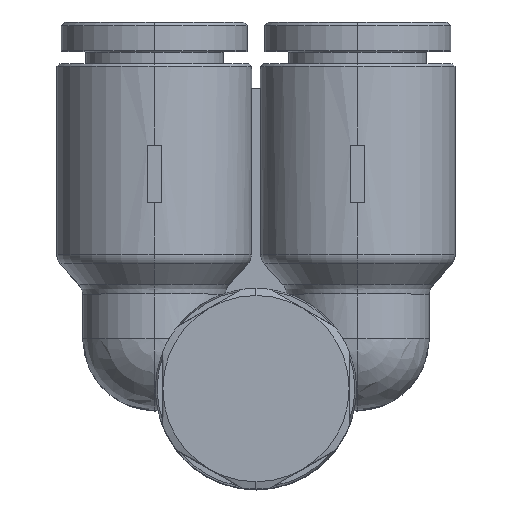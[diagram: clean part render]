
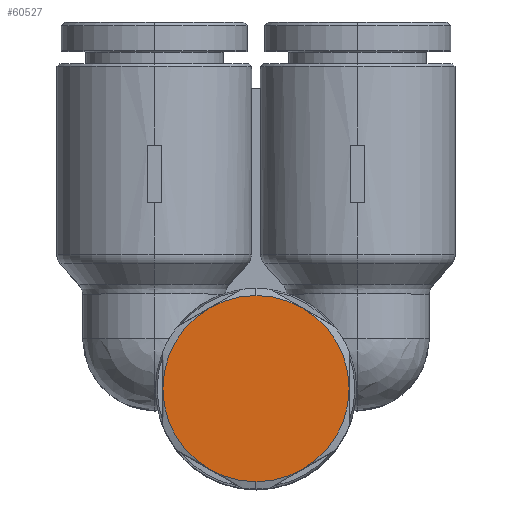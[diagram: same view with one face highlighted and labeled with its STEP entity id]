
A CAD part, top view. The second image highlights one B-rep face of the part: STEP entity #60527.
In plain terms, the highlighted planar face has unit normal (0, 0, 1).
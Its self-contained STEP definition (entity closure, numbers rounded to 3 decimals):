
#3693=CARTESIAN_POINT('',(-4.5,7.1,9.0));
#3694=VERTEX_POINT('',#3693);
#3702=CARTESIAN_POINT('',(-3.629,3.85,9.));
#3703=VERTEX_POINT('',#3702);
#3717=CARTESIAN_POINT('',(2.,7.1,9.0));
#3718=DIRECTION('',(0.0,0.0,1.0));
#3719=DIRECTION('',(1.0,0.0,0.0));
#3720=AXIS2_PLACEMENT_3D('',#3717,#3718,#3719);
#3721=CIRCLE('',#3720,6.5);
#3722=EDGE_CURVE('',#3694,#3703,#3721,.T.);
#3732=CARTESIAN_POINT('',(8.5,7.1,9.0));
#3733=VERTEX_POINT('',#3732);
#3740=CARTESIAN_POINT('',(7.629,3.85,9.));
#3741=VERTEX_POINT('',#3740);
#3742=CARTESIAN_POINT('',(2.,7.1,9.0));
#3743=DIRECTION('',(0.0,0.0,1.0));
#3744=DIRECTION('',(1.0,0.0,0.0));
#3745=AXIS2_PLACEMENT_3D('',#3742,#3743,#3744);
#3746=CIRCLE('',#3745,6.5);
#3747=EDGE_CURVE('',#3741,#3733,#3746,.T.);
#59929=CARTESIAN_POINT('',(2.,13.6,9.));
#59930=VERTEX_POINT('',#59929);
#59953=CARTESIAN_POINT('',(-3.629,10.35,9.));
#59954=VERTEX_POINT('',#59953);
#59968=CARTESIAN_POINT('',(2.,7.1,9.0));
#59969=DIRECTION('',(0.0,0.0,1.0));
#59970=DIRECTION('',(1.0,0.0,0.0));
#59971=AXIS2_PLACEMENT_3D('',#59968,#59969,#59970);
#59972=CIRCLE('',#59971,6.5);
#59973=EDGE_CURVE('',#59930,#59954,#59972,.T.);
#59985=CARTESIAN_POINT('',(7.629,10.35,9.));
#59986=VERTEX_POINT('',#59985);
#60022=CARTESIAN_POINT('',(2.,7.1,9.0));
#60023=DIRECTION('',(0.0,0.0,1.0));
#60024=DIRECTION('',(1.0,0.0,0.0));
#60025=AXIS2_PLACEMENT_3D('',#60022,#60023,#60024);
#60026=CIRCLE('',#60025,6.5);
#60027=EDGE_CURVE('',#59986,#59930,#60026,.T.);
#60060=CARTESIAN_POINT('',(2.,7.1,9.0));
#60061=DIRECTION('',(0.0,0.0,1.0));
#60062=DIRECTION('',(1.0,0.0,0.0));
#60063=AXIS2_PLACEMENT_3D('',#60060,#60061,#60062);
#60064=CIRCLE('',#60063,6.5);
#60065=EDGE_CURVE('',#3733,#59986,#60064,.T.);
#60090=CARTESIAN_POINT('',(2.,0.6,9.));
#60091=VERTEX_POINT('',#60090);
#60092=CARTESIAN_POINT('',(2.,7.1,9.0));
#60093=DIRECTION('',(0.0,0.0,1.0));
#60094=DIRECTION('',(1.0,0.0,0.0));
#60095=AXIS2_PLACEMENT_3D('',#60092,#60093,#60094);
#60096=CIRCLE('',#60095,6.5);
#60097=EDGE_CURVE('',#60091,#3741,#60096,.T.);
#60144=CARTESIAN_POINT('',(2.,7.1,9.0));
#60145=DIRECTION('',(0.0,0.0,1.0));
#60146=DIRECTION('',(1.0,0.0,0.0));
#60147=AXIS2_PLACEMENT_3D('',#60144,#60145,#60146);
#60148=CIRCLE('',#60147,6.5);
#60149=EDGE_CURVE('',#3703,#60091,#60148,.T.);
#60182=CARTESIAN_POINT('',(2.,7.1,9.0));
#60183=DIRECTION('',(0.0,0.0,1.0));
#60184=DIRECTION('',(1.0,0.0,0.0));
#60185=AXIS2_PLACEMENT_3D('',#60182,#60183,#60184);
#60186=CIRCLE('',#60185,6.5);
#60187=EDGE_CURVE('',#59954,#3694,#60186,.T.);
#60512=CARTESIAN_POINT('',(5.25,7.1,9.));
#60513=DIRECTION('',(0.0,0.0,1.0));
#60514=DIRECTION('',(-1.0,0.0,0.0));
#60515=AXIS2_PLACEMENT_3D('',#60512,#60513,#60514);
#60516=PLANE('',#60515);
#60517=ORIENTED_EDGE('',*,*,#60187,.T.);
#60518=ORIENTED_EDGE('',*,*,#3722,.T.);
#60519=ORIENTED_EDGE('',*,*,#60149,.T.);
#60520=ORIENTED_EDGE('',*,*,#60097,.T.);
#60521=ORIENTED_EDGE('',*,*,#3747,.T.);
#60522=ORIENTED_EDGE('',*,*,#60065,.T.);
#60523=ORIENTED_EDGE('',*,*,#60027,.T.);
#60524=ORIENTED_EDGE('',*,*,#59973,.T.);
#60525=EDGE_LOOP('',(#60517,#60518,#60519,#60520,#60521,#60522,#60523,#60524));
#60526=FACE_OUTER_BOUND('',#60525,.T.);
#60527=ADVANCED_FACE('',(#60526),#60516,.T.);
